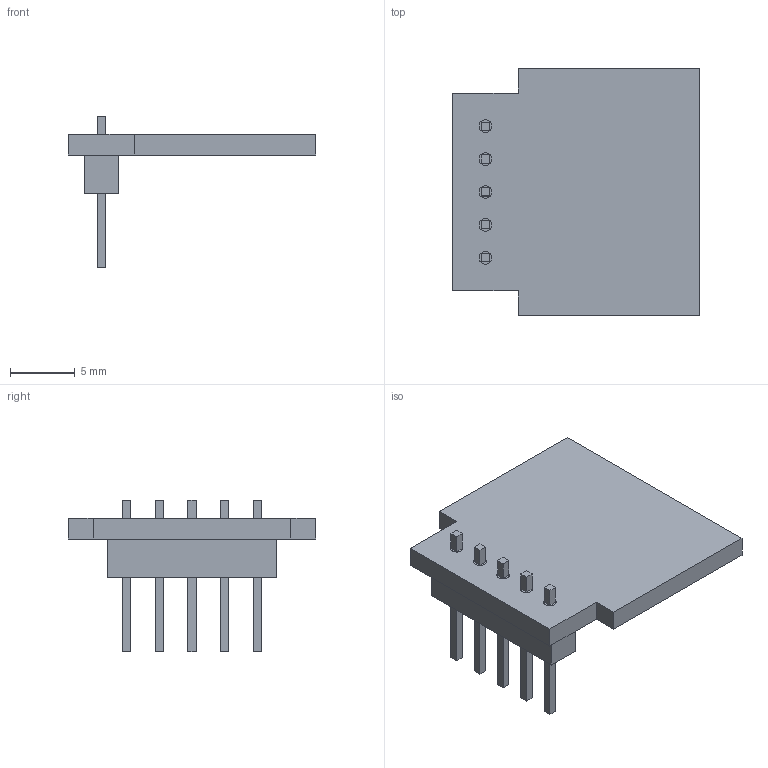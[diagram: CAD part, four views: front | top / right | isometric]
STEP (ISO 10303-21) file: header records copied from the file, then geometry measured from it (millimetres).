
FILE_DESCRIPTION(('FreeCAD Model'),'2;1');
FILE_NAME('Open CASCADE Shape Model','2022-02-20T19:09:09',( 'kicad StepUp'),('ksu MCAD'),'Open CASCADE STEP processor 7.5', 'FreeCAD','Unknown');
FILE_SCHEMA(('AUTOMOTIVE_DESIGN { 1 0 10303 214 1 1 1 1 }'));
Length unit declared in the file: millimetre
Products named in the file (1): Fusion
Bounding box: 19.05 x 19.05 x 11.7 mm (x, y, z)
Volume: 664.3 mm3; surface area: 990.2 mm2
Topology: 1 solids, 1 shells, 70 faces, 161 edges, 109 vertices
Faces by surface type: plane 70
Entity records: 2428 total; most frequent: CARTESIAN_POINT 341, ORIENTED_EDGE 322, DIRECTION 308, EDGE_CURVE 161, LINE 156, VECTOR 156, VERTEX_POINT 109, FACE_BOUND 86
